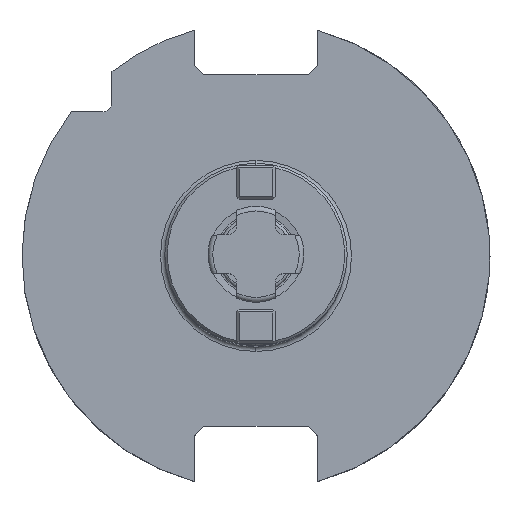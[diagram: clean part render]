
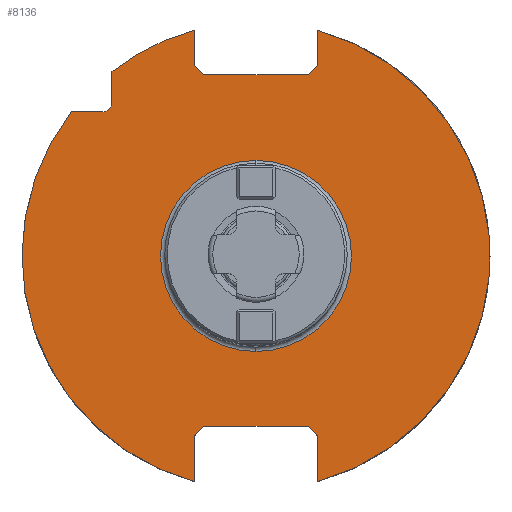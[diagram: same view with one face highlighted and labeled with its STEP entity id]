
A CAD part, top view. The second image highlights one B-rep face of the part: STEP entity #8136.
In plain terms, the highlighted planar face has unit normal (0, 0, 1).
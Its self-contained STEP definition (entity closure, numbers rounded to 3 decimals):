
#1515=CARTESIAN_POINT('',(0.,0.,19.1));
#1516=DIRECTION('',(0.,0.,1.));
#1517=DIRECTION('',(0.,-1.,0.));
#1518=AXIS2_PLACEMENT_3D('',#1515,#1516,#1517);
#1539=DIRECTION('',(0.,1.,0.));
#1540=VECTOR('',#1539,9.526);
#1541=CARTESIAN_POINT('',(12.85,-47.026,19.1));
#1542=LINE('',#1541,#1540);
#1546=DIRECTION('',(-0.707,0.707,0.));
#1547=VECTOR('',#1546,2.828);
#1548=CARTESIAN_POINT('',(12.85,-37.5,19.1));
#1549=LINE('',#1548,#1547);
#1553=DIRECTION('',(-1.,0.,0.));
#1554=VECTOR('',#1553,21.7);
#1555=CARTESIAN_POINT('',(10.85,-35.5,19.1));
#1556=LINE('',#1555,#1554);
#1560=DIRECTION('',(-0.707,-0.707,0.));
#1561=VECTOR('',#1560,2.828);
#1562=CARTESIAN_POINT('',(-10.85,-35.5,19.1));
#1563=LINE('',#1562,#1561);
#1567=DIRECTION('',(0.,-1.,0.));
#1568=VECTOR('',#1567,9.526);
#1569=CARTESIAN_POINT('',(-12.85,-37.5,19.1));
#1570=LINE('',#1569,#1568);
#1574=DIRECTION('',(1.,0.,0.));
#1575=VECTOR('',#1574,6.426);
#1576=CARTESIAN_POINT('',(-38.426,30.,19.1));
#1577=LINE('',#1576,#1575);
#1581=DIRECTION('',(0.,1.,0.));
#1582=VECTOR('',#1581,6.426);
#1583=CARTESIAN_POINT('',(-30.,32.,19.1));
#1584=LINE('',#1583,#1582);
#1588=DIRECTION('',(0.,-1.,0.));
#1589=VECTOR('',#1588,7.326);
#1590=CARTESIAN_POINT('',(-12.85,47.026,19.1));
#1591=LINE('',#1590,#1589);
#1595=DIRECTION('',(0.707,-0.707,0.));
#1596=VECTOR('',#1595,2.828);
#1597=CARTESIAN_POINT('',(-12.85,39.7,19.1));
#1598=LINE('',#1597,#1596);
#1602=DIRECTION('',(1.,0.,0.));
#1603=VECTOR('',#1602,21.7);
#1604=CARTESIAN_POINT('',(-10.85,37.7,19.1));
#1605=LINE('',#1604,#1603);
#1609=DIRECTION('',(0.707,0.707,0.));
#1610=VECTOR('',#1609,2.828);
#1611=CARTESIAN_POINT('',(10.85,37.7,19.1));
#1612=LINE('',#1611,#1610);
#1616=DIRECTION('',(0.,-1.,0.));
#1617=VECTOR('',#1616,7.326);
#1618=CARTESIAN_POINT('',(12.85,47.026,19.1));
#1619=LINE('',#1618,#1617);
#1623=CARTESIAN_POINT('',(0.,0.,19.1));
#1624=DIRECTION('',(0.,0.,1.));
#1625=DIRECTION('',(0.,1.,0.));
#1626=AXIS2_PLACEMENT_3D('',#1623,#1624,#1625);
#1910=CARTESIAN_POINT('',(0.,0.,19.1));
#1911=DIRECTION('',(0.,0.,1.));
#1912=DIRECTION('',(-0.264,0.965,0.));
#1913=AXIS2_PLACEMENT_3D('',#1910,#1911,#1912);
#1946=CARTESIAN_POINT('',(0.,0.,19.1));
#1947=DIRECTION('',(0.,0.,1.));
#1948=DIRECTION('',(0.264,-0.965,0.));
#1949=AXIS2_PLACEMENT_3D('',#1946,#1947,#1948);
#2016=CARTESIAN_POINT('',(0.,0.,19.1));
#2017=DIRECTION('',(0.,0.,1.));
#2018=DIRECTION('',(-0.788,0.615,0.));
#2019=AXIS2_PLACEMENT_3D('',#2016,#2017,#2018);
#3316=CARTESIAN_POINT('',(-32.,32.,19.1));
#3317=DIRECTION('',(0.,0.,-1.));
#3318=DIRECTION('',(1.,0.,0.));
#3319=AXIS2_PLACEMENT_3D('',#3316,#3317,#3318);
#6407=CARTESIAN_POINT('',(-30.,32.,19.1));
#6408=CARTESIAN_POINT('',(-32.,30.,19.1));
#6409=VERTEX_POINT('',#6407);
#6410=VERTEX_POINT('',#6408);
#6436=CARTESIAN_POINT('',(10.85,37.7,19.1));
#6438=VERTEX_POINT('',#6436);
#6440=CARTESIAN_POINT('',(12.85,39.7,19.1));
#6442=VERTEX_POINT('',#6440);
#6443=CARTESIAN_POINT('',(-10.85,37.7,19.1));
#6445=VERTEX_POINT('',#6443);
#6447=CARTESIAN_POINT('',(-12.85,39.7,19.1));
#6449=VERTEX_POINT('',#6447);
#6452=CARTESIAN_POINT('',(12.85,-37.5,19.1));
#6454=VERTEX_POINT('',#6452);
#6456=CARTESIAN_POINT('',(10.85,-35.5,19.1));
#6458=VERTEX_POINT('',#6456);
#6459=CARTESIAN_POINT('',(-12.85,-37.5,19.1));
#6461=VERTEX_POINT('',#6459);
#6463=CARTESIAN_POINT('',(-10.85,-35.5,19.1));
#6465=VERTEX_POINT('',#6463);
#6527=CARTESIAN_POINT('',(0.,19.9,19.1));
#6528=CARTESIAN_POINT('',(0.,-19.9,19.1));
#6529=VERTEX_POINT('',#6527);
#6530=VERTEX_POINT('',#6528);
#6535=CARTESIAN_POINT('',(-38.426,30.,19.1));
#6536=VERTEX_POINT('',#6535);
#6537=CARTESIAN_POINT('',(-30.,38.426,19.1));
#6538=VERTEX_POINT('',#6537);
#6565=CARTESIAN_POINT('',(12.85,47.026,19.1));
#6566=VERTEX_POINT('',#6565);
#6567=CARTESIAN_POINT('',(-12.85,47.026,19.1));
#6568=VERTEX_POINT('',#6567);
#6599=CARTESIAN_POINT('',(12.85,-47.026,19.1));
#6600=VERTEX_POINT('',#6599);
#6601=CARTESIAN_POINT('',(-12.85,-47.026,19.1));
#6602=VERTEX_POINT('',#6601);
#8092=CARTESIAN_POINT('',(0.,0.,19.1));
#8093=DIRECTION('',(0.,0.,1.));
#8094=DIRECTION('',(0.,1.,0.));
#8095=AXIS2_PLACEMENT_3D('',#8092,#8093,#8094);
#8096=PLANE('',#8095);
#8098=ORIENTED_EDGE('',*,*,#8097,.T.);
#8100=ORIENTED_EDGE('',*,*,#8099,.T.);
#8102=ORIENTED_EDGE('',*,*,#8101,.T.);
#8104=ORIENTED_EDGE('',*,*,#8103,.T.);
#8106=ORIENTED_EDGE('',*,*,#8105,.T.);
#8108=ORIENTED_EDGE('',*,*,#8107,.F.);
#8110=ORIENTED_EDGE('',*,*,#8109,.T.);
#8112=ORIENTED_EDGE('',*,*,#8111,.F.);
#8114=ORIENTED_EDGE('',*,*,#8113,.T.);
#8116=ORIENTED_EDGE('',*,*,#8115,.F.);
#8118=ORIENTED_EDGE('',*,*,#8117,.T.);
#8120=ORIENTED_EDGE('',*,*,#8119,.T.);
#8122=ORIENTED_EDGE('',*,*,#8121,.T.);
#8124=ORIENTED_EDGE('',*,*,#8123,.T.);
#8126=ORIENTED_EDGE('',*,*,#8125,.F.);
#8128=ORIENTED_EDGE('',*,*,#8127,.F.);
#8129=EDGE_LOOP('',(#8098,#8100,#8102,#8104,#8106,#8108,#8110,#8112,#8114,#8116,
#8118,#8120,#8122,#8124,#8126,#8128));
#8130=FACE_OUTER_BOUND('',#8129,.F.);
#8132=ORIENTED_EDGE('',*,*,#8131,.T.);
#8133=ORIENTED_EDGE('',*,*,#8082,.T.);
#8134=EDGE_LOOP('',(#8132,#8133));
#8135=FACE_BOUND('',#8134,.F.);
#1519=CIRCLE('',#1518,19.9);
#1627=CIRCLE('',#1626,19.9);
#1914=CIRCLE('',#1913,48.75);
#1950=CIRCLE('',#1949,48.75);
#2020=CIRCLE('',#2019,48.75);
#3320=CIRCLE('',#3319,2.);
#8082=EDGE_CURVE('',#6530,#6529,#1519,.T.);
#8097=EDGE_CURVE('',#6600,#6454,#1542,.T.);
#8099=EDGE_CURVE('',#6454,#6458,#1549,.T.);
#8101=EDGE_CURVE('',#6458,#6465,#1556,.T.);
#8103=EDGE_CURVE('',#6465,#6461,#1563,.T.);
#8105=EDGE_CURVE('',#6461,#6602,#1570,.T.);
#8107=EDGE_CURVE('',#6536,#6602,#2020,.T.);
#8109=EDGE_CURVE('',#6536,#6410,#1577,.T.);
#8111=EDGE_CURVE('',#6409,#6410,#3320,.T.);
#8113=EDGE_CURVE('',#6409,#6538,#1584,.T.);
#8115=EDGE_CURVE('',#6568,#6538,#1914,.T.);
#8117=EDGE_CURVE('',#6568,#6449,#1591,.T.);
#8119=EDGE_CURVE('',#6449,#6445,#1598,.T.);
#8121=EDGE_CURVE('',#6445,#6438,#1605,.T.);
#8123=EDGE_CURVE('',#6438,#6442,#1612,.T.);
#8125=EDGE_CURVE('',#6566,#6442,#1619,.T.);
#8127=EDGE_CURVE('',#6600,#6566,#1950,.T.);
#8131=EDGE_CURVE('',#6529,#6530,#1627,.T.);
#8136=ADVANCED_FACE('',(#8130,#8135),#8096,.T.);
